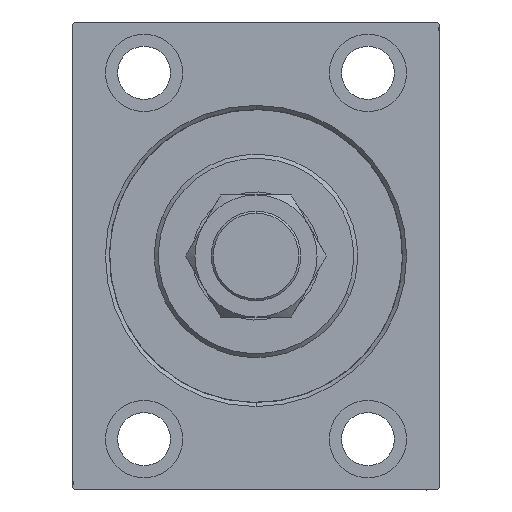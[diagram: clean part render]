
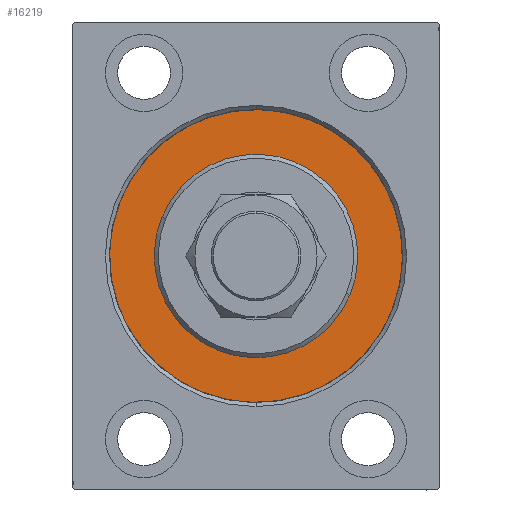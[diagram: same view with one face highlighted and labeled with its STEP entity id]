
A CAD part, left-side view. The second image highlights one B-rep face of the part: STEP entity #16219.
In plain terms, the highlighted face is planar.
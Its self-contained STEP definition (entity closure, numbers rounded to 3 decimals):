
#746 = ORIENTED_EDGE ( 'NONE', *, *, #43666, .F. ) ;
#2835 = CIRCLE ( 'NONE', #28542, 36. ) ;
#3140 = EDGE_LOOP ( 'NONE', ( #25073, #22466 ) ) ;
#3201 = EDGE_CURVE ( 'NONE', #26411, #38399, #25568, .T. ) ;
#3531 = AXIS2_PLACEMENT_3D ( 'NONE', #36529, #25939, #14902 ) ;
#4969 = DIRECTION ( 'NONE',  ( 0., 0., 1. ) ) ;
#7499 = CARTESIAN_POINT ( 'NONE',  ( 0., 0., 0. ) ) ;
#7544 = CARTESIAN_POINT ( 'NONE',  ( 0., 0., -25. ) ) ;
#8749 = CIRCLE ( 'NONE', #23415, 25. ) ;
#11872 = DIRECTION ( 'NONE',  ( -1., 0., 0. ) ) ;
#14066 = AXIS2_PLACEMENT_3D ( 'NONE', #7499, #35556, #25422 ) ;
#14388 = PLANE ( 'NONE',  #14066 ) ;
#14660 = EDGE_CURVE ( 'NONE', #22807, #18857, #20598, .T. ) ;
#14902 = DIRECTION ( 'NONE',  ( 0., 0., -1. ) ) ;
#16219 = ADVANCED_FACE ( 'NONE', ( #28190, #39012 ), #14388, .F. ) ;
#18067 = CARTESIAN_POINT ( 'NONE',  ( 0., 0., 25. ) ) ;
#18757 = CARTESIAN_POINT ( 'NONE',  ( 0., 0., 0. ) ) ;
#18857 = VERTEX_POINT ( 'NONE', #21601 ) ;
#20598 = CIRCLE ( 'NONE', #37503, 36. ) ;
#21601 = CARTESIAN_POINT ( 'NONE',  ( 0., 0., -36. ) ) ;
#22466 = ORIENTED_EDGE ( 'NONE', *, *, #14660, .F. ) ;
#22807 = VERTEX_POINT ( 'NONE', #29753 ) ;
#23415 = AXIS2_PLACEMENT_3D ( 'NONE', #30981, #24074, #41118 ) ;
#24074 = DIRECTION ( 'NONE',  ( 1., 0., 0. ) ) ;
#25073 = ORIENTED_EDGE ( 'NONE', *, *, #42476, .F. ) ;
#25422 = DIRECTION ( 'NONE',  ( 0., 0., 1. ) ) ;
#25568 = CIRCLE ( 'NONE', #3531, 25. ) ;
#25939 = DIRECTION ( 'NONE',  ( 1., 0., 0. ) ) ;
#26411 = VERTEX_POINT ( 'NONE', #18067 ) ;
#27624 = CARTESIAN_POINT ( 'NONE',  ( 0., 0., 0. ) ) ;
#28190 = FACE_BOUND ( 'NONE', #33166, .T. ) ;
#28542 = AXIS2_PLACEMENT_3D ( 'NONE', #18757, #11872, #4969 ) ;
#29753 = CARTESIAN_POINT ( 'NONE',  ( 0., 0., 36. ) ) ;
#30981 = CARTESIAN_POINT ( 'NONE',  ( 0., 0., 0. ) ) ;
#31751 = DIRECTION ( 'NONE',  ( 0., 0., 1. ) ) ;
#33166 = EDGE_LOOP ( 'NONE', ( #44340, #746 ) ) ;
#35556 = DIRECTION ( 'NONE',  ( -1., 0., 0. ) ) ;
#36529 = CARTESIAN_POINT ( 'NONE',  ( 0., 0., 0. ) ) ;
#37503 = AXIS2_PLACEMENT_3D ( 'NONE', #27624, #42099, #31751 ) ;
#38399 = VERTEX_POINT ( 'NONE', #7544 ) ;
#39012 = FACE_OUTER_BOUND ( 'NONE', #3140, .T. ) ;
#41118 = DIRECTION ( 'NONE',  ( 0., 0., -1. ) ) ;
#42099 = DIRECTION ( 'NONE',  ( -1., 0., 0. ) ) ;
#42476 = EDGE_CURVE ( 'NONE', #18857, #22807, #2835, .T. ) ;
#43666 = EDGE_CURVE ( 'NONE', #38399, #26411, #8749, .T. ) ;
#44340 = ORIENTED_EDGE ( 'NONE', *, *, #3201, .F. ) ;
